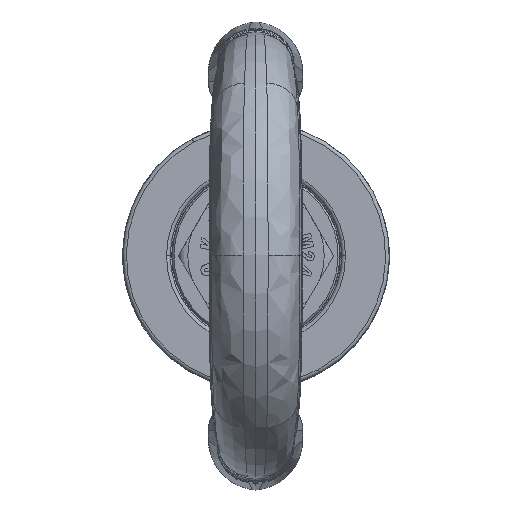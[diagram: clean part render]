
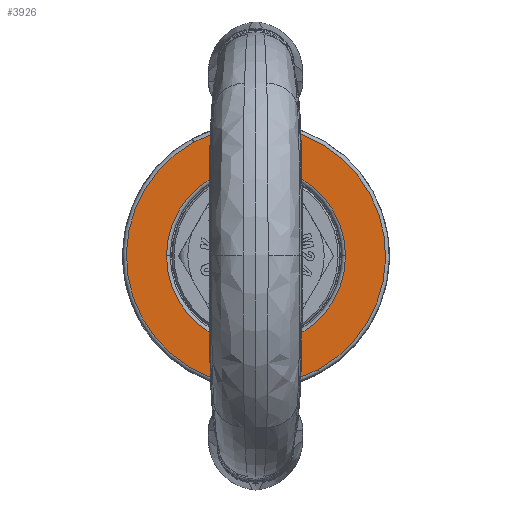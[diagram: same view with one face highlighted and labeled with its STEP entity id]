
A CAD part, top view. The second image highlights one B-rep face of the part: STEP entity #3926.
In plain terms, the highlighted planar face has unit normal (0, 0, 1).
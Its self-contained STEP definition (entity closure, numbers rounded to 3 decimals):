
#3203=CARTESIAN_POINT('Vertex',(16.66,-30.496,0.)) ;
#3210=CARTESIAN_POINT('Vertex',(-16.66,30.496,0.)) ;
#3213=CARTESIAN_POINT('Axis2P3D Location',(0.,0.,0.)) ;
#3887=CARTESIAN_POINT('Axis2P3D Location',(0.,0.,0.)) ;
#3899=CARTESIAN_POINT('Axis2P3D Location',(0.,-35.75,0.)) ;
#3908=CARTESIAN_POINT('Axis2P3D Location',(0.,0.,0.)) ;
#3912=CARTESIAN_POINT('Vertex',(24.,0.,0.)) ;
#3914=CARTESIAN_POINT('Vertex',(-24.,0.,0.)) ;
#3917=CARTESIAN_POINT('Axis2P3D Location',(0.,0.,0.)) ;
#3214=DIRECTION('Axis2P3D Direction',(0.,0.,1.)) ;
#3888=DIRECTION('Axis2P3D Direction',(0.,-0.,1.)) ;
#3900=DIRECTION('Axis2P3D Direction',(0.,0.,1.)) ;
#3901=DIRECTION('Axis2P3D XDirection',(1.,0.,0.)) ;
#3909=DIRECTION('Axis2P3D Direction',(0.,0.,1.)) ;
#3918=DIRECTION('Axis2P3D Direction',(0.,0.,1.)) ;
#3215=AXIS2_PLACEMENT_3D('Circle Axis2P3D',#3213,#3214,$) ;
#3889=AXIS2_PLACEMENT_3D('Circle Axis2P3D',#3887,#3888,$) ;
#3902=AXIS2_PLACEMENT_3D('Plane Axis2P3D',#3899,#3900,#3901) ;
#3910=AXIS2_PLACEMENT_3D('Circle Axis2P3D',#3908,#3909,$) ;
#3919=AXIS2_PLACEMENT_3D('Circle Axis2P3D',#3917,#3918,$) ;
#3905=ORIENTED_EDGE('',*,*,#3217,.T.) ;
#3906=ORIENTED_EDGE('',*,*,#3891,.T.) ;
#3923=ORIENTED_EDGE('',*,*,#3916,.F.) ;
#3924=ORIENTED_EDGE('',*,*,#3921,.F.) ;
#3925=FACE_BOUND('',#3922,.T.) ;
#3926=ADVANCED_FACE('YK8211-040E (Rev.C).1\\\X2\51434EF6672C9AD4\X0\',(#3907,#3925),#3903,.T.) ;
#3216=CIRCLE('generated circle',#3215,34.75) ;
#3890=CIRCLE('generated circle',#3889,34.75) ;
#3911=CIRCLE('generated circle',#3910,24.) ;
#3920=CIRCLE('generated circle',#3919,24.) ;
#3217=EDGE_CURVE('',#3204,#3211,#3216,.T.) ;
#3891=EDGE_CURVE('',#3211,#3204,#3890,.T.) ;
#3916=EDGE_CURVE('',#3913,#3915,#3911,.T.) ;
#3921=EDGE_CURVE('',#3915,#3913,#3920,.T.) ;
#3904=EDGE_LOOP('',(#3905,#3906)) ;
#3922=EDGE_LOOP('',(#3923,#3924)) ;
#3907=FACE_OUTER_BOUND('',#3904,.T.) ;
#3903=PLANE('',#3902) ;
#3204=VERTEX_POINT('',#3203) ;
#3211=VERTEX_POINT('',#3210) ;
#3913=VERTEX_POINT('',#3912) ;
#3915=VERTEX_POINT('',#3914) ;
